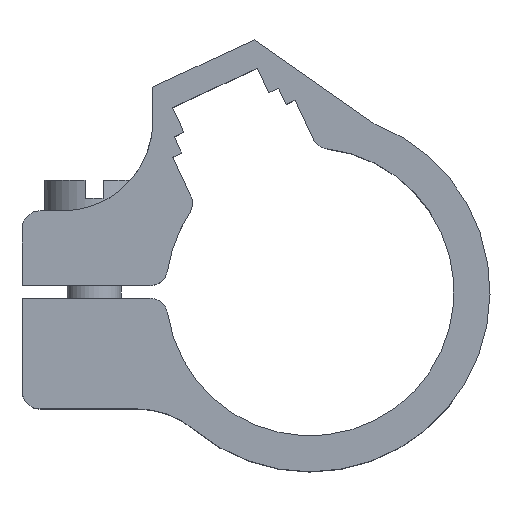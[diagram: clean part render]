
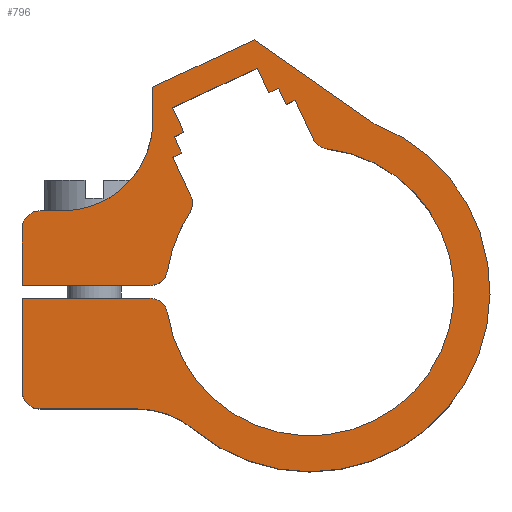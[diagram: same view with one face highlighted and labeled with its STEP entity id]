
A CAD part, top view. The second image highlights one B-rep face of the part: STEP entity #796.
In plain terms, the highlighted planar face has unit normal (0, 0, 1).
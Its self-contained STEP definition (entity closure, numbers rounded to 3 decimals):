
#30=LINE('',#1207,#111);
#53=LINE('',#1276,#134);
#54=LINE('',#1278,#135);
#55=LINE('',#1280,#136);
#56=LINE('',#1284,#137);
#57=LINE('',#1288,#138);
#58=LINE('',#1290,#139);
#59=LINE('',#1298,#140);
#60=LINE('',#1300,#141);
#61=LINE('',#1302,#142);
#62=LINE('',#1304,#143);
#63=LINE('',#1306,#144);
#64=LINE('',#1308,#145);
#65=LINE('',#1310,#146);
#66=LINE('',#1312,#147);
#67=LINE('',#1314,#148);
#68=LINE('',#1316,#149);
#69=LINE('',#1318,#150);
#70=LINE('',#1321,#151);
#71=LINE('',#1322,#152);
#111=VECTOR('',#974,10.);
#134=VECTOR('',#1029,10.);
#135=VECTOR('',#1030,10.);
#136=VECTOR('',#1031,10.);
#137=VECTOR('',#1034,10.);
#138=VECTOR('',#1037,10.);
#139=VECTOR('',#1038,10.);
#140=VECTOR('',#1045,10.);
#141=VECTOR('',#1046,10.);
#142=VECTOR('',#1047,10.);
#143=VECTOR('',#1048,10.);
#144=VECTOR('',#1049,10.);
#145=VECTOR('',#1050,10.);
#146=VECTOR('',#1051,10.);
#147=VECTOR('',#1052,10.);
#148=VECTOR('',#1053,10.);
#149=VECTOR('',#1054,10.);
#150=VECTOR('',#1055,10.);
#151=VECTOR('',#1058,10.);
#152=VECTOR('',#1059,10.);
#184=PLANE('',#871);
#225=FACE_OUTER_BOUND('',#270,.T.);
#270=EDGE_LOOP('',(#612,#613,#614,#615,#616,#617,#618,#619,#620,#621,#622,
#623,#624,#625,#626,#627,#628,#629,#630,#631,#632,#633,#634,#635,#636,#637,
#638,#639,#640,#641,#642,#643));
#310=CIRCLE('',#848,1.);
#312=CIRCLE('',#851,10.);
#315=CIRCLE('',#855,1.);
#325=CIRCLE('',#868,1.);
#326=CIRCLE('',#870,8.);
#327=CIRCLE('',#872,5.);
#328=CIRCLE('',#873,5.);
#329=CIRCLE('',#874,1.);
#330=CIRCLE('',#875,1.);
#331=CIRCLE('',#876,8.);
#332=CIRCLE('',#877,1.);
#333=CIRCLE('',#878,1.);
#347=VERTEX_POINT('',#1179);
#348=VERTEX_POINT('',#1180);
#351=VERTEX_POINT('',#1188);
#355=VERTEX_POINT('',#1197);
#356=VERTEX_POINT('',#1199);
#358=VERTEX_POINT('',#1205);
#385=VERTEX_POINT('',#1264);
#386=VERTEX_POINT('',#1266);
#387=VERTEX_POINT('',#1270);
#388=VERTEX_POINT('',#1275);
#389=VERTEX_POINT('',#1277);
#390=VERTEX_POINT('',#1279);
#391=VERTEX_POINT('',#1281);
#392=VERTEX_POINT('',#1283);
#393=VERTEX_POINT('',#1285);
#394=VERTEX_POINT('',#1287);
#395=VERTEX_POINT('',#1289);
#396=VERTEX_POINT('',#1291);
#397=VERTEX_POINT('',#1293);
#398=VERTEX_POINT('',#1295);
#399=VERTEX_POINT('',#1297);
#400=VERTEX_POINT('',#1299);
#401=VERTEX_POINT('',#1301);
#402=VERTEX_POINT('',#1303);
#403=VERTEX_POINT('',#1305);
#404=VERTEX_POINT('',#1307);
#405=VERTEX_POINT('',#1309);
#406=VERTEX_POINT('',#1311);
#407=VERTEX_POINT('',#1313);
#408=VERTEX_POINT('',#1315);
#409=VERTEX_POINT('',#1317);
#410=VERTEX_POINT('',#1320);
#429=EDGE_CURVE('',#347,#348,#310,.T.);
#433=EDGE_CURVE('',#348,#351,#312,.T.);
#438=EDGE_CURVE('',#355,#356,#315,.T.);
#442=EDGE_CURVE('',#358,#355,#30,.T.);
#472=EDGE_CURVE('',#385,#386,#325,.T.);
#474=EDGE_CURVE('',#386,#387,#326,.T.);
#476=EDGE_CURVE('',#351,#358,#327,.T.);
#477=EDGE_CURVE('',#388,#347,#53,.T.);
#478=EDGE_CURVE('',#389,#388,#54,.T.);
#479=EDGE_CURVE('',#390,#389,#55,.T.);
#480=EDGE_CURVE('',#391,#390,#328,.T.);
#481=EDGE_CURVE('',#392,#391,#56,.T.);
#482=EDGE_CURVE('',#393,#392,#329,.T.);
#483=EDGE_CURVE('',#394,#393,#57,.T.);
#484=EDGE_CURVE('',#395,#394,#58,.T.);
#485=EDGE_CURVE('',#396,#395,#330,.T.);
#486=EDGE_CURVE('',#397,#396,#331,.T.);
#487=EDGE_CURVE('',#398,#397,#332,.T.);
#488=EDGE_CURVE('',#398,#399,#59,.T.);
#489=EDGE_CURVE('',#399,#400,#60,.T.);
#490=EDGE_CURVE('',#400,#401,#61,.T.);
#491=EDGE_CURVE('',#401,#402,#62,.T.);
#492=EDGE_CURVE('',#402,#403,#63,.T.);
#493=EDGE_CURVE('',#403,#404,#64,.T.);
#494=EDGE_CURVE('',#404,#405,#65,.T.);
#495=EDGE_CURVE('',#405,#406,#66,.T.);
#496=EDGE_CURVE('',#406,#407,#67,.T.);
#497=EDGE_CURVE('',#407,#408,#68,.T.);
#498=EDGE_CURVE('',#408,#409,#69,.T.);
#499=EDGE_CURVE('',#387,#409,#333,.T.);
#500=EDGE_CURVE('',#410,#385,#70,.T.);
#501=EDGE_CURVE('',#356,#410,#71,.T.);
#612=ORIENTED_EDGE('',*,*,#438,.F.);
#613=ORIENTED_EDGE('',*,*,#442,.F.);
#614=ORIENTED_EDGE('',*,*,#476,.F.);
#615=ORIENTED_EDGE('',*,*,#433,.F.);
#616=ORIENTED_EDGE('',*,*,#429,.F.);
#617=ORIENTED_EDGE('',*,*,#477,.F.);
#618=ORIENTED_EDGE('',*,*,#478,.F.);
#619=ORIENTED_EDGE('',*,*,#479,.F.);
#620=ORIENTED_EDGE('',*,*,#480,.F.);
#621=ORIENTED_EDGE('',*,*,#481,.F.);
#622=ORIENTED_EDGE('',*,*,#482,.F.);
#623=ORIENTED_EDGE('',*,*,#483,.F.);
#624=ORIENTED_EDGE('',*,*,#484,.F.);
#625=ORIENTED_EDGE('',*,*,#485,.F.);
#626=ORIENTED_EDGE('',*,*,#486,.F.);
#627=ORIENTED_EDGE('',*,*,#487,.F.);
#628=ORIENTED_EDGE('',*,*,#488,.T.);
#629=ORIENTED_EDGE('',*,*,#489,.T.);
#630=ORIENTED_EDGE('',*,*,#490,.T.);
#631=ORIENTED_EDGE('',*,*,#491,.T.);
#632=ORIENTED_EDGE('',*,*,#492,.T.);
#633=ORIENTED_EDGE('',*,*,#493,.T.);
#634=ORIENTED_EDGE('',*,*,#494,.T.);
#635=ORIENTED_EDGE('',*,*,#495,.T.);
#636=ORIENTED_EDGE('',*,*,#496,.T.);
#637=ORIENTED_EDGE('',*,*,#497,.T.);
#638=ORIENTED_EDGE('',*,*,#498,.T.);
#639=ORIENTED_EDGE('',*,*,#499,.F.);
#640=ORIENTED_EDGE('',*,*,#474,.F.);
#641=ORIENTED_EDGE('',*,*,#472,.F.);
#642=ORIENTED_EDGE('',*,*,#500,.F.);
#643=ORIENTED_EDGE('',*,*,#501,.F.);
#796=ADVANCED_FACE('',(#225),#184,.T.);
#848=AXIS2_PLACEMENT_3D('',#1181,#949,#950);
#851=AXIS2_PLACEMENT_3D('',#1189,#957,#958);
#855=AXIS2_PLACEMENT_3D('',#1200,#967,#968);
#868=AXIS2_PLACEMENT_3D('',#1267,#1017,#1018);
#870=AXIS2_PLACEMENT_3D('',#1271,#1022,#1023);
#871=AXIS2_PLACEMENT_3D('',#1273,#1025,#1026);
#872=AXIS2_PLACEMENT_3D('',#1274,#1027,#1028);
#873=AXIS2_PLACEMENT_3D('',#1282,#1032,#1033);
#874=AXIS2_PLACEMENT_3D('',#1286,#1035,#1036);
#875=AXIS2_PLACEMENT_3D('',#1292,#1039,#1040);
#876=AXIS2_PLACEMENT_3D('',#1294,#1041,#1042);
#877=AXIS2_PLACEMENT_3D('',#1296,#1043,#1044);
#878=AXIS2_PLACEMENT_3D('',#1319,#1056,#1057);
#949=DIRECTION('center_axis',(0.,0.,1.));
#950=DIRECTION('ref_axis',(-0.471,-0.882,0.));
#957=DIRECTION('center_axis',(0.,0.,-1.));
#958=DIRECTION('ref_axis',(0.642,0.767,0.));
#967=DIRECTION('center_axis',(0.,0.,-1.));
#968=DIRECTION('ref_axis',(-0.707,-0.707,0.));
#974=DIRECTION('',(-1.,0.,0.));
#1017=DIRECTION('center_axis',(0.,0.,-1.));
#1018=DIRECTION('ref_axis',(0.652,0.758,0.));
#1022=DIRECTION('center_axis',(0.,0.,1.));
#1023=DIRECTION('ref_axis',(-0.999,-0.044,0.));
#1025=DIRECTION('center_axis',(0.,0.,1.));
#1026=DIRECTION('ref_axis',(1.,0.,0.));
#1027=DIRECTION('center_axis',(0.,0.,1.));
#1028=DIRECTION('ref_axis',(0.642,0.767,0.));
#1029=DIRECTION('',(0.819,-0.574,0.));
#1030=DIRECTION('',(0.906,0.423,0.));
#1031=DIRECTION('',(0.,1.,0.));
#1032=DIRECTION('center_axis',(0.,0.,1.));
#1033=DIRECTION('ref_axis',(0.,-1.,0.));
#1034=DIRECTION('',(1.,0.,0.));
#1035=DIRECTION('center_axis',(0.,0.,-1.));
#1036=DIRECTION('ref_axis',(-0.707,0.707,0.));
#1037=DIRECTION('',(0.,1.,0.));
#1038=DIRECTION('',(-1.,0.,0.));
#1039=DIRECTION('center_axis',(0.,0.,-1.));
#1040=DIRECTION('ref_axis',(0.652,-0.758,0.));
#1041=DIRECTION('center_axis',(0.,0.,1.));
#1042=DIRECTION('ref_axis',(-0.999,-0.044,0.));
#1043=DIRECTION('center_axis',(0.,0.,-1.));
#1044=DIRECTION('ref_axis',(0.997,-0.071,0.));
#1045=DIRECTION('',(-0.423,0.906,0.));
#1046=DIRECTION('',(0.906,0.423,0.));
#1047=DIRECTION('',(-0.423,0.906,0.));
#1048=DIRECTION('',(0.906,0.423,0.));
#1049=DIRECTION('',(-0.423,0.906,0.));
#1050=DIRECTION('',(0.906,0.423,0.));
#1051=DIRECTION('',(0.423,-0.906,0.));
#1052=DIRECTION('',(0.906,0.423,0.));
#1053=DIRECTION('',(0.423,-0.906,0.));
#1054=DIRECTION('',(0.906,0.423,0.));
#1055=DIRECTION('',(0.423,-0.906,0.));
#1056=DIRECTION('center_axis',(0.,0.,-1.));
#1057=DIRECTION('ref_axis',(-0.587,-0.81,0.));
#1058=DIRECTION('',(1.,0.,0.));
#1059=DIRECTION('',(0.,1.,0.));
#1179=CARTESIAN_POINT('',(3.413,9.433,0.));
#1180=CARTESIAN_POINT('',(3.624,9.32,0.));
#1181=CARTESIAN_POINT('Origin',(3.986,10.252,0.));
#1188=CARTESIAN_POINT('',(-6.42,-7.667,0.));
#1189=CARTESIAN_POINT('Origin',(0.,0.,0.));
#1197=CARTESIAN_POINT('',(-15.,-6.5,0.));
#1199=CARTESIAN_POINT('',(-16.,-5.5,0.));
#1200=CARTESIAN_POINT('Origin',(-15.,-5.5,0.));
#1205=CARTESIAN_POINT('',(-9.631,-6.5,0.));
#1207=CARTESIAN_POINT('',(-9.631,-6.5,0.));
#1264=CARTESIAN_POINT('',(-8.898,-0.35,0.));
#1266=CARTESIAN_POINT('',(-7.909,-1.2,0.));
#1267=CARTESIAN_POINT('Origin',(-8.898,-1.35,0.));
#1270=CARTESIAN_POINT('',(0.955,7.943,0.));
#1271=CARTESIAN_POINT('Origin',(0.,0.,0.));
#1273=CARTESIAN_POINT('Origin',(-3.523,0.612,0.));
#1274=CARTESIAN_POINT('Origin',(-9.631,-11.5,0.));
#1275=CARTESIAN_POINT('',(-3.107,13.998,0.));
#1276=CARTESIAN_POINT('',(-3.107,13.998,0.));
#1277=CARTESIAN_POINT('',(-8.726,11.378,0.));
#1278=CARTESIAN_POINT('',(-8.726,11.378,0.));
#1279=CARTESIAN_POINT('',(-8.726,9.5,0.));
#1280=CARTESIAN_POINT('',(-8.726,9.5,0.));
#1281=CARTESIAN_POINT('',(-13.726,4.5,0.));
#1282=CARTESIAN_POINT('Origin',(-13.726,9.5,0.));
#1283=CARTESIAN_POINT('',(-15.,4.5,0.));
#1284=CARTESIAN_POINT('',(-16.,4.5,0.));
#1285=CARTESIAN_POINT('',(-16.,3.5,0.));
#1286=CARTESIAN_POINT('Origin',(-15.,3.5,0.));
#1287=CARTESIAN_POINT('',(-16.,0.35,0.));
#1288=CARTESIAN_POINT('',(-16.,0.35,0.));
#1289=CARTESIAN_POINT('',(-8.898,0.35,0.));
#1290=CARTESIAN_POINT('',(-7.992,0.35,0.));
#1291=CARTESIAN_POINT('',(-7.909,1.2,0.));
#1292=CARTESIAN_POINT('Origin',(-8.898,1.35,0.));
#1293=CARTESIAN_POINT('',(-6.698,4.374,0.));
#1294=CARTESIAN_POINT('Origin',(0.,0.,0.));
#1295=CARTESIAN_POINT('',(-6.629,5.343,0.));
#1296=CARTESIAN_POINT('Origin',(-7.536,4.921,0.));
#1297=CARTESIAN_POINT('',(-7.625,7.478,0.));
#1298=CARTESIAN_POINT('',(-5.521,2.967,0.));
#1299=CARTESIAN_POINT('',(-7.126,7.711,0.));
#1300=CARTESIAN_POINT('',(-7.006,7.767,0.));
#1301=CARTESIAN_POINT('',(-7.549,8.617,0.));
#1302=CARTESIAN_POINT('',(-5.656,4.558,0.));
#1303=CARTESIAN_POINT('',(-7.005,8.871,0.));
#1304=CARTESIAN_POINT('',(-7.157,8.8,0.));
#1305=CARTESIAN_POINT('',(-7.639,10.23,0.));
#1306=CARTESIAN_POINT('',(-5.43,5.492,0.));
#1307=CARTESIAN_POINT('',(-2.926,12.428,0.));
#1308=CARTESIAN_POINT('',(-6.613,10.709,0.));
#1309=CARTESIAN_POINT('',(-2.292,11.068,0.));
#1310=CARTESIAN_POINT('',(-0.717,7.689,0.));
#1311=CARTESIAN_POINT('',(-1.749,11.322,0.));
#1312=CARTESIAN_POINT('',(-4.8,9.899,0.));
#1313=CARTESIAN_POINT('',(-1.326,10.415,0.));
#1314=CARTESIAN_POINT('',(0.144,7.263,0.));
#1315=CARTESIAN_POINT('',(-0.828,10.648,0.));
#1316=CARTESIAN_POINT('',(-4.106,9.119,0.));
#1317=CARTESIAN_POINT('',(0.168,8.513,0.));
#1318=CARTESIAN_POINT('',(1.276,6.136,0.));
#1319=CARTESIAN_POINT('Origin',(1.074,8.936,0.));
#1320=CARTESIAN_POINT('',(-16.,-0.35,0.));
#1321=CARTESIAN_POINT('',(-16.,-0.35,0.));
#1322=CARTESIAN_POINT('',(-16.,-6.5,0.));
